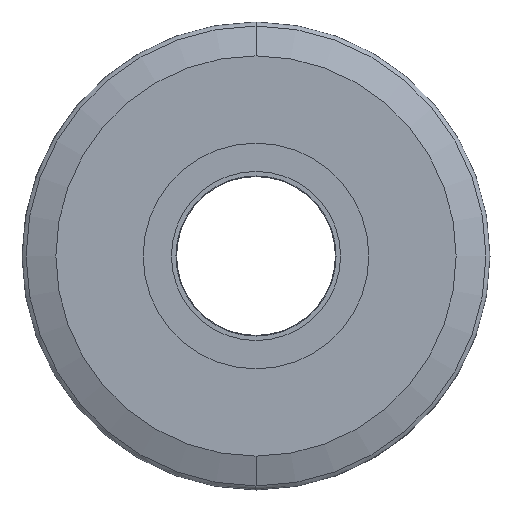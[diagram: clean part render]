
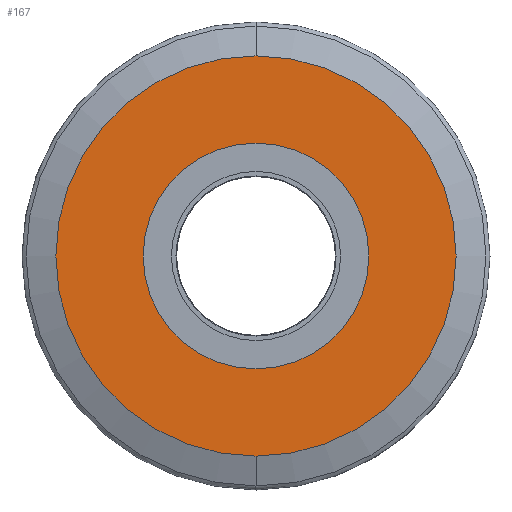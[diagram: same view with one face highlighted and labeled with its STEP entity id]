
A CAD part, left-side view. The second image highlights one B-rep face of the part: STEP entity #167.
In plain terms, the highlighted planar face has unit normal (-1, 0, 0).
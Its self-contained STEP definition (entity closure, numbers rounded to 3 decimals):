
#167=ADVANCED_FACE('',(#373,#374),#372,.F.);
#372=PLANE('',#718);
#373=FACE_OUTER_BOUND('',#719,.T.);
#374=FACE_BOUND('',#720,.T.);
#715=CARTESIAN_POINT('',(-11.,-94.451,58.758));
#716=DIRECTION('',(1.,0.,0.));
#717=DIRECTION('',(0.,0.,-1.));
#718=AXIS2_PLACEMENT_3D('',#715,#716,#717);
#719=EDGE_LOOP('',(#939,#940));
#720=EDGE_LOOP('',(#941,#942));
#939=ORIENTED_EDGE('',*,*,#1057,.T.);
#940=ORIENTED_EDGE('',*,*,#1058,.T.);
#941=ORIENTED_EDGE('',*,*,#1059,.F.);
#942=ORIENTED_EDGE('',*,*,#1060,.F.);
#1057=EDGE_CURVE('',#1371,#1372,#1373,.T.);
#1058=EDGE_CURVE('',#1372,#1371,#1379,.T.);
#1059=EDGE_CURVE('',#1385,#1386,#1387,.T.);
#1060=EDGE_CURVE('',#1386,#1385,#1393,.T.);
#1371=VERTEX_POINT('',#1755);
#1372=VERTEX_POINT('',#1756);
#1373=CIRCLE('',#1760,48.758);
#1379=CIRCLE('',#1764,48.758);
#1385=VERTEX_POINT('',#1765);
#1386=VERTEX_POINT('',#1766);
#1387=CIRCLE('',#1770,21.5);
#1393=CIRCLE('',#1774,21.5);
#1755=CARTESIAN_POINT('',(-11.,0.,48.758));
#1756=CARTESIAN_POINT('',(-11.,0.,-48.758));
#1757=CARTESIAN_POINT('',(-11.,0.,0.));
#1758=DIRECTION('',(-1.,0.,0.));
#1759=DIRECTION('',(0.,0.,1.));
#1760=AXIS2_PLACEMENT_3D('',#1757,#1758,#1759);
#1761=CARTESIAN_POINT('',(-11.,0.,0.));
#1762=DIRECTION('',(-1.,0.,0.));
#1763=DIRECTION('',(0.,0.,1.));
#1764=AXIS2_PLACEMENT_3D('',#1761,#1762,#1763);
#1765=CARTESIAN_POINT('',(-11.,0.,-21.5));
#1766=CARTESIAN_POINT('',(-11.,0.,21.5));
#1767=CARTESIAN_POINT('',(-11.,0.,0.));
#1768=DIRECTION('',(-1.,0.,0.));
#1769=DIRECTION('',(0.,0.,1.));
#1770=AXIS2_PLACEMENT_3D('',#1767,#1768,#1769);
#1771=CARTESIAN_POINT('',(-11.,0.,0.));
#1772=DIRECTION('',(-1.,0.,0.));
#1773=DIRECTION('',(0.,0.,1.));
#1774=AXIS2_PLACEMENT_3D('',#1771,#1772,#1773);
